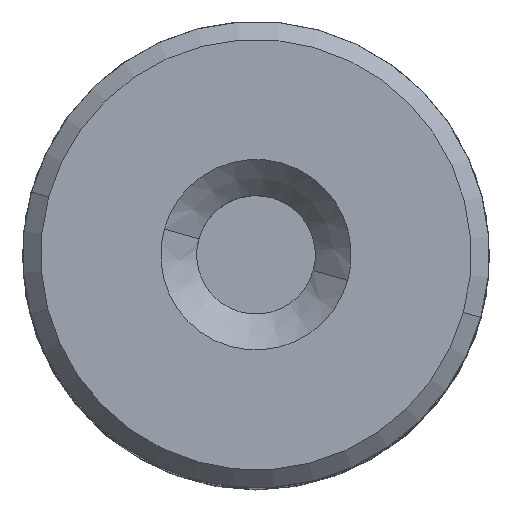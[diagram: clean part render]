
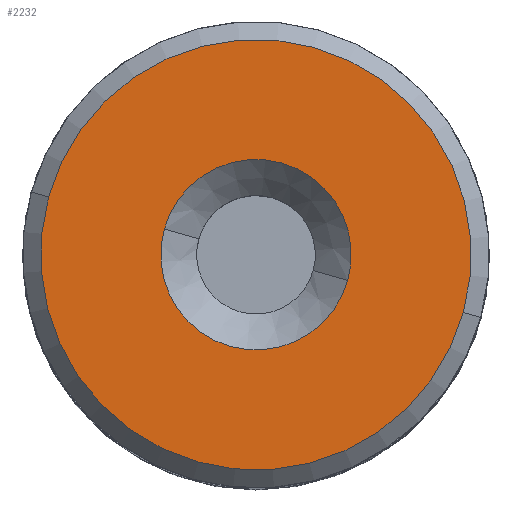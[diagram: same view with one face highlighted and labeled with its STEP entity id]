
A CAD part, top view. The second image highlights one B-rep face of the part: STEP entity #2232.
In plain terms, the highlighted face is planar.
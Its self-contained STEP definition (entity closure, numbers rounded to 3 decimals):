
#2 = CARTESIAN_POINT ( 'NONE',  ( 0., 0., 0. ) ) ;
#9 = DIRECTION ( 'NONE',  ( 1., 0., 0. ) ) ;
#44 = DIRECTION ( 'NONE',  ( 1., 0., 0. ) ) ;
#52 = CIRCLE ( 'NONE', #2231, 2.65 ) ;
#78 = ORIENTED_EDGE ( 'NONE', *, *, #1121, .T. ) ;
#169 = EDGE_LOOP ( 'NONE', ( #78, #809 ) ) ;
#231 = AXIS2_PLACEMENT_3D ( 'NONE', #2094, #1042, #9 ) ;
#267 = DIRECTION ( 'NONE',  ( 0., 0., -1. ) ) ;
#344 = DIRECTION ( 'NONE',  ( 1., 0., 0. ) ) ;
#354 = AXIS2_PLACEMENT_3D ( 'NONE', #2, #1385, #344 ) ;
#424 = VERTEX_POINT ( 'NONE', #1457 ) ;
#548 = FACE_OUTER_BOUND ( 'NONE', #169, .T. ) ;
#583 = EDGE_CURVE ( 'NONE', #2122, #424, #52, .T. ) ;
#614 = DIRECTION ( 'NONE',  ( 0., 0., -1. ) ) ;
#642 = CARTESIAN_POINT ( 'NONE',  ( -2.65, 0., 0. ) ) ;
#678 = CARTESIAN_POINT ( 'NONE',  ( 5.99, 0., 0. ) ) ;
#693 = VERTEX_POINT ( 'NONE', #1637 ) ;
#809 = ORIENTED_EDGE ( 'NONE', *, *, #1821, .T. ) ;
#934 = ORIENTED_EDGE ( 'NONE', *, *, #2252, .T. ) ;
#1042 = DIRECTION ( 'NONE',  ( 0., 0., 1. ) ) ;
#1069 = AXIS2_PLACEMENT_3D ( 'NONE', #1678, #614, #1849 ) ;
#1083 = DIRECTION ( 'NONE',  ( 0., 0., 1. ) ) ;
#1090 = AXIS2_PLACEMENT_3D ( 'NONE', #1319, #267, #1491 ) ;
#1121 = EDGE_CURVE ( 'NONE', #2222, #693, #1942, .T. ) ;
#1319 = CARTESIAN_POINT ( 'NONE',  ( 0., 0., 0. ) ) ;
#1385 = DIRECTION ( 'NONE',  ( 0., 0., 1. ) ) ;
#1392 = CIRCLE ( 'NONE', #1069, 5.99 ) ;
#1457 = CARTESIAN_POINT ( 'NONE',  ( 2.65, 0., 0. ) ) ;
#1491 = DIRECTION ( 'NONE',  ( 1., 0., 0. ) ) ;
#1540 = EDGE_LOOP ( 'NONE', ( #2028, #934 ) ) ;
#1637 = CARTESIAN_POINT ( 'NONE',  ( -5.99, 0., 0. ) ) ;
#1678 = CARTESIAN_POINT ( 'NONE',  ( 0., 0., 0. ) ) ;
#1741 = PLANE ( 'NONE',  #354 ) ;
#1821 = EDGE_CURVE ( 'NONE', #693, #2222, #1392, .T. ) ;
#1849 = DIRECTION ( 'NONE',  ( 1., 0., 0. ) ) ;
#1896 = CIRCLE ( 'NONE', #231, 2.65 ) ;
#1942 = CIRCLE ( 'NONE', #1090, 5.99 ) ;
#2028 = ORIENTED_EDGE ( 'NONE', *, *, #583, .T. ) ;
#2094 = CARTESIAN_POINT ( 'NONE',  ( 0., 0., 0. ) ) ;
#2122 = VERTEX_POINT ( 'NONE', #642 ) ;
#2132 = CARTESIAN_POINT ( 'NONE',  ( 0., 0., 0. ) ) ;
#2222 = VERTEX_POINT ( 'NONE', #678 ) ;
#2231 = AXIS2_PLACEMENT_3D ( 'NONE', #2132, #1083, #44 ) ;
#2232 = ADVANCED_FACE ( 'NONE', ( #2243, #548 ), #1741, .F. ) ;
#2243 = FACE_BOUND ( 'NONE', #1540, .T. ) ;
#2252 = EDGE_CURVE ( 'NONE', #424, #2122, #1896, .T. ) ;
